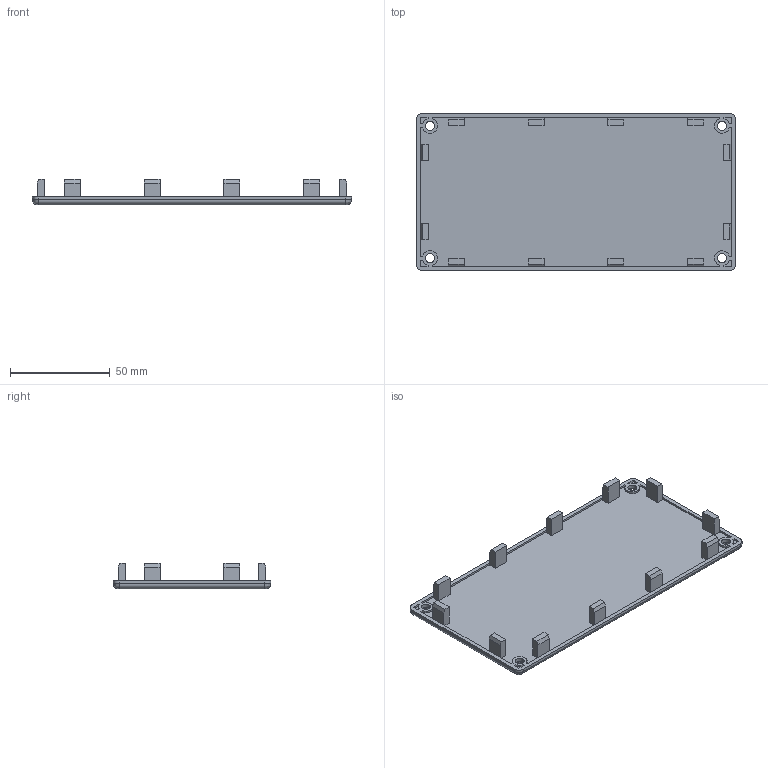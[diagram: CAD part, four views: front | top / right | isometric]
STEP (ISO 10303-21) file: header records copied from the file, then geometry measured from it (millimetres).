
FILE_DESCRIPTION (( 'STEP AP214' ), '1' );
FILE_NAME ('7818105', '2019-01-30T09:42:36', ( '' ), ('JUGARD+KÜNSTNER GmbH'), 'SwSTEP 2.0', 'SolidWorks 2017', '' );
FILE_SCHEMA (( 'AUTOMOTIVE_DESIGN' ));
Length unit declared in the file: millimetre
Products named in the file (1): 7818105
Bounding box: 160 x 79 x 13 mm (x, y, z)
Volume: 41322.2 mm3; surface area: 30109.6 mm2
Topology: 1 solids, 1 shells, 153 faces, 394 edges, 260 vertices
Faces by surface type: plane 115, cylinder 34, bspline 4
Entity records: 4738 total; most frequent: CARTESIAN_POINT 916, ORIENTED_EDGE 788, DIRECTION 758, EDGE_CURVE 394, LINE 314, VECTOR 314, VERTEX_POINT 260, AXIS2_PLACEMENT_3D 222
